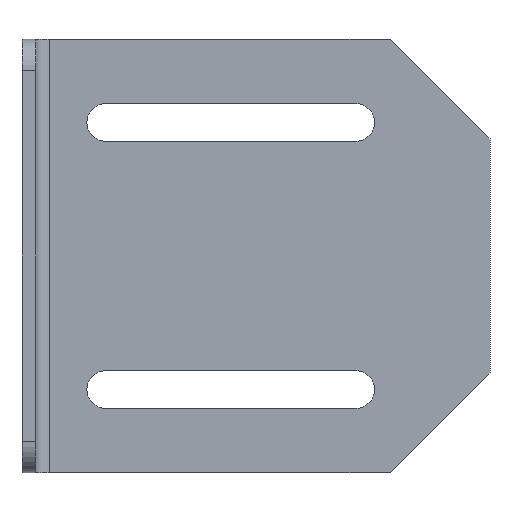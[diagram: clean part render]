
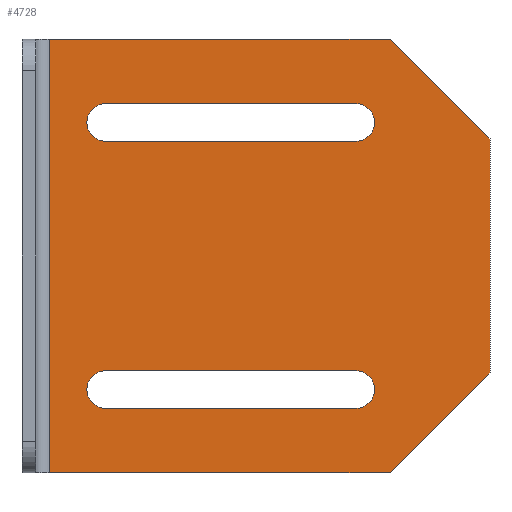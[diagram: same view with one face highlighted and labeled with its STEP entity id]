
A CAD part, front view. The second image highlights one B-rep face of the part: STEP entity #4728.
In plain terms, the highlighted planar face has unit normal (0, -1, 0).
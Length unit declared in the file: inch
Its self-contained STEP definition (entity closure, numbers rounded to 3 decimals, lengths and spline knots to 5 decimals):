
#729=DIRECTION('',(0.707,0.,0.707));
#730=VECTOR('',#729,1.05788);
#731=CARTESIAN_POINT('',(2.75591,-0.10236,
-1.62402));
#732=LINE('',#731,#730);
#733=DIRECTION('',(-1.,0.,0.));
#734=VECTOR('',#733,2.55118);
#735=CARTESIAN_POINT('',(2.75591,-0.10236,
-1.62402));
#736=LINE('',#735,#734);
#737=DIRECTION('',(1.,0.,0.));
#738=VECTOR('',#737,2.55118);
#739=CARTESIAN_POINT('',(0.20472,-0.10236,
1.62402));
#740=LINE('',#739,#738);
#741=DIRECTION('',(-0.707,0.,0.707));
#742=VECTOR('',#741,1.05788);
#743=CARTESIAN_POINT('',(3.50394,-0.10236,
0.87598));
#744=LINE('',#743,#742);
#745=DIRECTION('',(0.,0.,-1.));
#746=VECTOR('',#745,1.75197);
#747=CARTESIAN_POINT('',(3.50394,-0.10236,
0.87598));
#748=LINE('',#747,#746);
#749=CARTESIAN_POINT('',(2.5,-0.10236,-1.));
#750=DIRECTION('',(0.,1.,0.));
#751=DIRECTION('',(0.,0.,1.));
#752=AXIS2_PLACEMENT_3D('',#749,#750,#751);
#754=DIRECTION('',(-1.,0.,0.));
#755=VECTOR('',#754,1.87402);
#756=CARTESIAN_POINT('',(2.5,-0.10236,-0.85945));
#757=LINE('',#756,#755);
#758=CARTESIAN_POINT('',(0.62598,-0.10236,-1.));
#759=DIRECTION('',(0.,1.,0.));
#760=DIRECTION('',(0.,0.,-1.));
#761=AXIS2_PLACEMENT_3D('',#758,#759,#760);
#763=DIRECTION('',(1.,0.,0.));
#764=VECTOR('',#763,1.87402);
#765=CARTESIAN_POINT('',(0.62598,-0.10236,
-1.14055));
#766=LINE('',#765,#764);
#767=DIRECTION('',(-1.,0.,0.));
#768=VECTOR('',#767,1.87402);
#769=CARTESIAN_POINT('',(2.5,-0.10236,1.14055));
#770=LINE('',#769,#768);
#771=CARTESIAN_POINT('',(0.62598,-0.10236,1.));
#772=DIRECTION('',(0.,1.,0.));
#773=DIRECTION('',(0.,0.,-1.));
#774=AXIS2_PLACEMENT_3D('',#771,#772,#773);
#776=DIRECTION('',(1.,0.,0.));
#777=VECTOR('',#776,1.87402);
#778=CARTESIAN_POINT('',(0.62598,-0.10236,
0.85945));
#779=LINE('',#778,#777);
#780=CARTESIAN_POINT('',(2.5,-0.10236,1.));
#781=DIRECTION('',(0.,1.,0.));
#782=DIRECTION('',(0.,0.,1.));
#783=AXIS2_PLACEMENT_3D('',#780,#781,#782);
#794=DIRECTION('',(0.,0.,1.));
#795=VECTOR('',#794,3.24803);
#796=CARTESIAN_POINT('',(0.20472,-0.10236,
-1.62402));
#797=LINE('',#796,#795);
#3181=CARTESIAN_POINT('',(0.20472,-0.10236,
-1.62402));
#3182=VERTEX_POINT('',#3181);
#3183=CARTESIAN_POINT('',(0.20472,-0.10236,
1.62402));
#3184=VERTEX_POINT('',#3183);
#3189=CARTESIAN_POINT('',(2.75591,-0.10236,
-1.62402));
#3190=VERTEX_POINT('',#3189);
#3191=CARTESIAN_POINT('',(3.50394,-0.10236,
-0.87598));
#3192=VERTEX_POINT('',#3191);
#3197=CARTESIAN_POINT('',(3.50394,-0.10236,
0.87598));
#3198=VERTEX_POINT('',#3197);
#3199=CARTESIAN_POINT('',(2.75591,-0.10236,
1.62402));
#3200=VERTEX_POINT('',#3199);
#3265=CARTESIAN_POINT('',(2.5,-0.10236,1.14055));
#3266=CARTESIAN_POINT('',(0.62598,-0.10236,
1.14055));
#3267=VERTEX_POINT('',#3265);
#3268=VERTEX_POINT('',#3266);
#3269=CARTESIAN_POINT('',(0.62598,-0.10236,
0.85945));
#3270=VERTEX_POINT('',#3269);
#3271=CARTESIAN_POINT('',(2.5,-0.10236,0.85945));
#3272=VERTEX_POINT('',#3271);
#3273=CARTESIAN_POINT('',(2.5,-0.10236,-0.85945));
#3274=CARTESIAN_POINT('',(2.5,-0.10236,-1.14055));
#3275=VERTEX_POINT('',#3273);
#3276=VERTEX_POINT('',#3274);
#3277=CARTESIAN_POINT('',(0.62598,-0.10236,
-0.85945));
#3278=VERTEX_POINT('',#3277);
#3279=CARTESIAN_POINT('',(0.62598,-0.10236,
-1.14055));
#3280=VERTEX_POINT('',#3279);
#4694=CARTESIAN_POINT('',(0.,-0.10236,0.));
#4695=DIRECTION('',(0.,1.,0.));
#4696=DIRECTION('',(-1.,0.,0.));
#4697=AXIS2_PLACEMENT_3D('',#4694,#4695,#4696);
#4698=PLANE('',#4697);
#4699=ORIENTED_EDGE('',*,*,#4511,.F.);
#4700=ORIENTED_EDGE('',*,*,#4527,.T.);
#4702=ORIENTED_EDGE('',*,*,#4701,.T.);
#4703=ORIENTED_EDGE('',*,*,#4660,.T.);
#4704=ORIENTED_EDGE('',*,*,#4675,.F.);
#4705=ORIENTED_EDGE('',*,*,#4687,.T.);
#4706=EDGE_LOOP('',(#4699,#4700,#4702,#4703,#4704,#4705));
#4707=FACE_OUTER_BOUND('',#4706,.F.);
#4709=ORIENTED_EDGE('',*,*,#4708,.F.);
#4711=ORIENTED_EDGE('',*,*,#4710,.T.);
#4713=ORIENTED_EDGE('',*,*,#4712,.F.);
#4715=ORIENTED_EDGE('',*,*,#4714,.T.);
#4716=EDGE_LOOP('',(#4709,#4711,#4713,#4715));
#4717=FACE_BOUND('',#4716,.F.);
#4719=ORIENTED_EDGE('',*,*,#4718,.T.);
#4721=ORIENTED_EDGE('',*,*,#4720,.F.);
#4723=ORIENTED_EDGE('',*,*,#4722,.T.);
#4725=ORIENTED_EDGE('',*,*,#4724,.F.);
#4726=EDGE_LOOP('',(#4719,#4721,#4723,#4725));
#4727=FACE_BOUND('',#4726,.F.);
#4728=ADVANCED_FACE('',(#4707,#4717,#4727),#4698,.F.);
#753=CIRCLE('',#752,0.14055);
#762=CIRCLE('',#761,0.14055);
#775=CIRCLE('',#774,0.14055);
#784=CIRCLE('',#783,0.14055);
#4511=EDGE_CURVE('',#3190,#3192,#732,.T.);
#4527=EDGE_CURVE('',#3190,#3182,#736,.T.);
#4660=EDGE_CURVE('',#3184,#3200,#740,.T.);
#4675=EDGE_CURVE('',#3198,#3200,#744,.T.);
#4687=EDGE_CURVE('',#3198,#3192,#748,.T.);
#4701=EDGE_CURVE('',#3182,#3184,#797,.T.);
#4708=EDGE_CURVE('',#3275,#3276,#753,.T.);
#4710=EDGE_CURVE('',#3275,#3278,#757,.T.);
#4712=EDGE_CURVE('',#3280,#3278,#762,.T.);
#4714=EDGE_CURVE('',#3280,#3276,#766,.T.);
#4718=EDGE_CURVE('',#3267,#3268,#770,.T.);
#4720=EDGE_CURVE('',#3270,#3268,#775,.T.);
#4722=EDGE_CURVE('',#3270,#3272,#779,.T.);
#4724=EDGE_CURVE('',#3267,#3272,#784,.T.);
